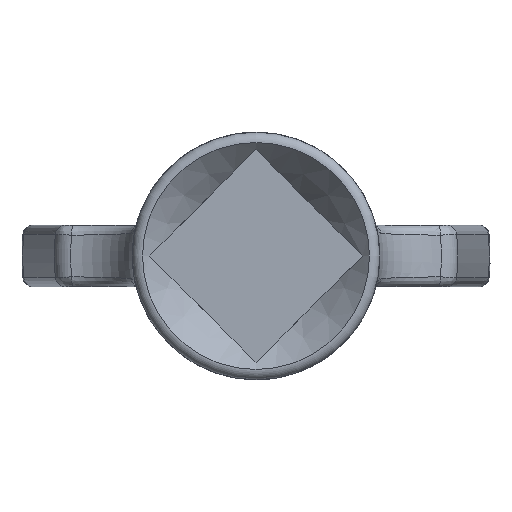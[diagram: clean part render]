
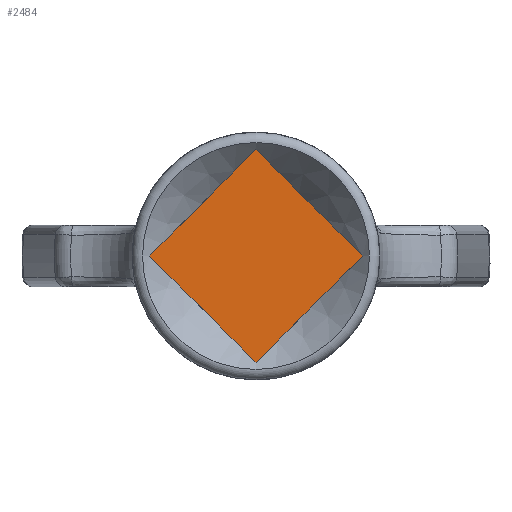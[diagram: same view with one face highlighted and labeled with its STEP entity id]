
A CAD part, front view. The second image highlights one B-rep face of the part: STEP entity #2484.
In plain terms, the highlighted planar face has unit normal (0, -1, 0).
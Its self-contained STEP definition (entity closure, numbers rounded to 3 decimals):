
#241=PLANE('',#2654);
#307=FACE_OUTER_BOUND('',#452,.T.);
#452=EDGE_LOOP('',(#1714,#1715,#1716,#1717));
#676=LINE('',#3367,#857);
#679=LINE('',#3372,#860);
#681=LINE('',#3376,#862);
#682=LINE('',#3378,#863);
#857=VECTOR('',#2829,10.);
#860=VECTOR('',#2834,10.);
#862=VECTOR('',#2838,10.);
#863=VECTOR('',#2841,10.);
#1046=VERTEX_POINT('',#3364);
#1047=VERTEX_POINT('',#3366);
#1048=VERTEX_POINT('',#3370);
#1049=VERTEX_POINT('',#3374);
#1306=EDGE_CURVE('',#1047,#1046,#676,.T.);
#1309=EDGE_CURVE('',#1046,#1048,#679,.T.);
#1311=EDGE_CURVE('',#1048,#1049,#681,.T.);
#1312=EDGE_CURVE('',#1049,#1047,#682,.T.);
#1714=ORIENTED_EDGE('',*,*,#1311,.T.);
#1715=ORIENTED_EDGE('',*,*,#1312,.T.);
#1716=ORIENTED_EDGE('',*,*,#1306,.T.);
#1717=ORIENTED_EDGE('',*,*,#1309,.T.);
#2484=ADVANCED_FACE('',(#307),#241,.F.);
#2654=AXIS2_PLACEMENT_3D('',#3379,#2842,#2843);
#2829=DIRECTION('',(-0.707,0.,-0.707));
#2834=DIRECTION('',(0.707,0.,-0.707));
#2838=DIRECTION('',(0.707,0.,0.707));
#2841=DIRECTION('',(-0.707,0.,0.707));
#2842=DIRECTION('center_axis',(0.,1.,0.));
#2843=DIRECTION('ref_axis',(0.,0.,1.));
#3364=CARTESIAN_POINT('',(-5.162,17.5,0.));
#3366=CARTESIAN_POINT('',(0.,17.5,5.162));
#3367=CARTESIAN_POINT('',(-5.162,17.5,0.));
#3370=CARTESIAN_POINT('',(0.,17.5,-5.162));
#3372=CARTESIAN_POINT('',(0.,17.5,-5.162));
#3374=CARTESIAN_POINT('',(5.162,17.5,0.));
#3376=CARTESIAN_POINT('',(5.162,17.5,0.));
#3378=CARTESIAN_POINT('',(0.,17.5,5.162));
#3379=CARTESIAN_POINT('Origin',(0.,17.5,0.));
